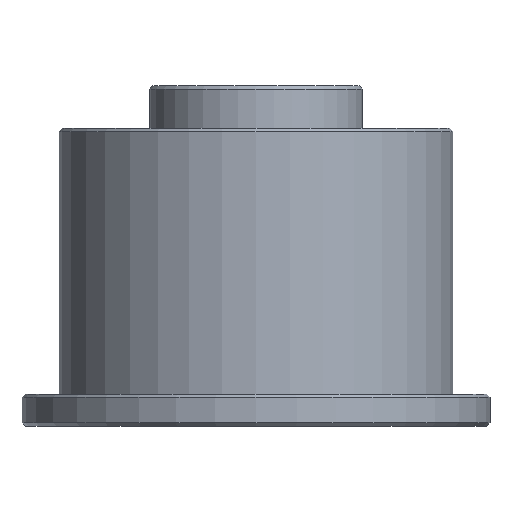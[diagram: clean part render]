
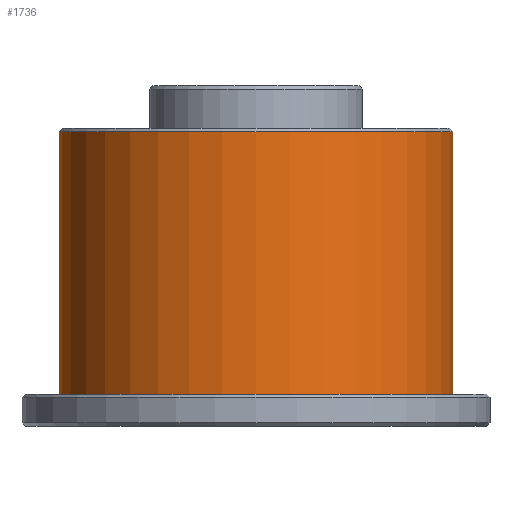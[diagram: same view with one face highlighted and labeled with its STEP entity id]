
A CAD part, front view. The second image highlights one B-rep face of the part: STEP entity #1736.
In plain terms, the highlighted cylindrical face has radius 18.5 mm (diameter 37 mm), a partial arc.
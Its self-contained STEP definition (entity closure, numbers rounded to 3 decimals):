
#93 = CARTESIAN_POINT ( 'NONE',  ( 0., 0., 28. ) ) ;
#183 = EDGE_CURVE ( 'NONE', #1365, #2125, #489, .T. ) ;
#203 = EDGE_CURVE ( 'NONE', #1767, #2125, #1077, .T. ) ;
#246 = AXIS2_PLACEMENT_3D ( 'NONE', #93, #2026, #2207 ) ;
#299 = ORIENTED_EDGE ( 'NONE', *, *, #2009, .T. ) ;
#379 = CIRCLE ( 'NONE', #2005, 18.5 ) ;
#446 = CARTESIAN_POINT ( 'NONE',  ( 18.5, 0., 3. ) ) ;
#460 = CARTESIAN_POINT ( 'NONE',  ( -18.5, 0., 3. ) ) ;
#489 = LINE ( 'NONE', #1028, #2200 ) ;
#497 = DIRECTION ( 'NONE',  ( 0., 0., -1. ) ) ;
#505 = DIRECTION ( 'NONE',  ( -1., 0., 0. ) ) ;
#596 = FACE_OUTER_BOUND ( 'NONE', #616, .T. ) ;
#616 = EDGE_LOOP ( 'NONE', ( #1856, #299, #1558, #1284 ) ) ;
#628 = CARTESIAN_POINT ( 'NONE',  ( 18.5, 0., 28. ) ) ;
#676 = CARTESIAN_POINT ( 'NONE',  ( 0., 0., 3. ) ) ;
#795 = DIRECTION ( 'NONE',  ( 1., 0., 0. ) ) ;
#893 = LINE ( 'NONE', #628, #1402 ) ;
#949 = DIRECTION ( 'NONE',  ( 0., 0., -1. ) ) ;
#980 = CYLINDRICAL_SURFACE ( 'NONE', #246, 18.5 ) ;
#1028 = CARTESIAN_POINT ( 'NONE',  ( -18.5, 0., 28. ) ) ;
#1077 = CIRCLE ( 'NONE', #1966, 18.5 ) ;
#1284 = ORIENTED_EDGE ( 'NONE', *, *, #203, .F. ) ;
#1294 = CARTESIAN_POINT ( 'NONE',  ( 18.5, 0., 27.7 ) ) ;
#1302 = CARTESIAN_POINT ( 'NONE',  ( 0., 0., 27.7 ) ) ;
#1365 = VERTEX_POINT ( 'NONE', #2104 ) ;
#1402 = VECTOR ( 'NONE', #2213, 1000. ) ;
#1558 = ORIENTED_EDGE ( 'NONE', *, *, #183, .T. ) ;
#1568 = DIRECTION ( 'NONE',  ( 0., 0., -1. ) ) ;
#1736 = ADVANCED_FACE ( 'NONE', ( #596 ), #980, .T. ) ;
#1767 = VERTEX_POINT ( 'NONE', #446 ) ;
#1785 = EDGE_CURVE ( 'NONE', #1904, #1767, #893, .T. ) ;
#1856 = ORIENTED_EDGE ( 'NONE', *, *, #1785, .F. ) ;
#1904 = VERTEX_POINT ( 'NONE', #1294 ) ;
#1966 = AXIS2_PLACEMENT_3D ( 'NONE', #676, #1568, #505 ) ;
#2005 = AXIS2_PLACEMENT_3D ( 'NONE', #1302, #949, #795 ) ;
#2009 = EDGE_CURVE ( 'NONE', #1904, #1365, #379, .T. ) ;
#2026 = DIRECTION ( 'NONE',  ( 0., 0., -1. ) ) ;
#2104 = CARTESIAN_POINT ( 'NONE',  ( -18.5, 0., 27.7 ) ) ;
#2125 = VERTEX_POINT ( 'NONE', #460 ) ;
#2200 = VECTOR ( 'NONE', #497, 1000. ) ;
#2207 = DIRECTION ( 'NONE',  ( -1., 0., 0. ) ) ;
#2213 = DIRECTION ( 'NONE',  ( 0., 0., -1. ) ) ;
